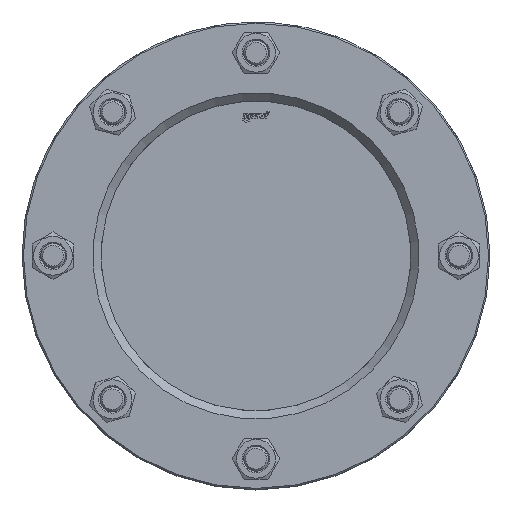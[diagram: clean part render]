
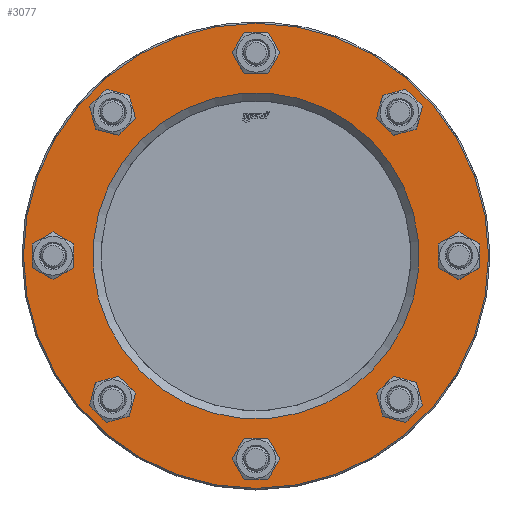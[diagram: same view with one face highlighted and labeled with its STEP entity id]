
A CAD part, top view. The second image highlights one B-rep face of the part: STEP entity #3077.
In plain terms, the highlighted planar face has unit normal (0, 0, 1).
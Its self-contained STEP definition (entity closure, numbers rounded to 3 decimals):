
#2407=CARTESIAN_POINT('',(111.369,97.227,57.));
#2408=VERTEX_POINT('',#2407);
#2417=CARTESIAN_POINT('',(114.298,104.298,57.));
#2418=VERTEX_POINT('',#2417);
#2419=CARTESIAN_POINT('',(104.298,104.298,57.));
#2420=DIRECTION('',(0.,0.,1.));
#2421=DIRECTION('',(1.,0.,-0.));
#2422=AXIS2_PLACEMENT_3D('',#2419,#2420,#2421);
#2423=CIRCLE('',#2422,10.);
#2424=EDGE_CURVE('NONE',#2408,#2418,#2423,.T.);
#2426=CARTESIAN_POINT('',(104.298,104.298,57.));
#2427=DIRECTION('',(0.,0.,1.));
#2428=DIRECTION('',(1.,0.,-0.));
#2429=AXIS2_PLACEMENT_3D('',#2426,#2427,#2428);
#2430=CIRCLE('',#2429,10.);
#2431=EDGE_CURVE('NONE',#2418,#2408,#2430,.T.);
#2458=CARTESIAN_POINT('',(154.571,-7.071,57.));
#2459=VERTEX_POINT('',#2458);
#2468=CARTESIAN_POINT('',(157.5,0.,57.));
#2469=VERTEX_POINT('',#2468);
#2470=CARTESIAN_POINT('',(147.5,0.,57.));
#2471=DIRECTION('',(0.,0.,1.));
#2472=DIRECTION('',(1.,0.,-0.));
#2473=AXIS2_PLACEMENT_3D('',#2470,#2471,#2472);
#2474=CIRCLE('',#2473,10.);
#2475=EDGE_CURVE('NONE',#2459,#2469,#2474,.T.);
#2477=CARTESIAN_POINT('',(147.5,0.,57.));
#2478=DIRECTION('',(0.,0.,1.));
#2479=DIRECTION('',(1.,0.,-0.));
#2480=AXIS2_PLACEMENT_3D('',#2477,#2478,#2479);
#2481=CIRCLE('',#2480,10.);
#2482=EDGE_CURVE('NONE',#2469,#2459,#2481,.T.);
#2509=CARTESIAN_POINT('',(111.369,-111.369,57.));
#2510=VERTEX_POINT('',#2509);
#2519=CARTESIAN_POINT('',(114.298,-104.298,57.));
#2520=VERTEX_POINT('',#2519);
#2521=CARTESIAN_POINT('',(104.298,-104.298,57.));
#2522=DIRECTION('',(0.,0.,1.));
#2523=DIRECTION('',(1.,0.,-0.));
#2524=AXIS2_PLACEMENT_3D('',#2521,#2522,#2523);
#2525=CIRCLE('',#2524,10.);
#2526=EDGE_CURVE('NONE',#2510,#2520,#2525,.T.);
#2528=CARTESIAN_POINT('',(104.298,-104.298,57.));
#2529=DIRECTION('',(0.,0.,1.));
#2530=DIRECTION('',(1.,0.,-0.));
#2531=AXIS2_PLACEMENT_3D('',#2528,#2529,#2530);
#2532=CIRCLE('',#2531,10.);
#2533=EDGE_CURVE('NONE',#2520,#2510,#2532,.T.);
#2560=CARTESIAN_POINT('',(7.071,-154.571,57.));
#2561=VERTEX_POINT('',#2560);
#2570=CARTESIAN_POINT('',(10.,-147.5,57.));
#2571=VERTEX_POINT('',#2570);
#2572=CARTESIAN_POINT('',(0.,-147.5,57.));
#2573=DIRECTION('',(0.,0.,1.));
#2574=DIRECTION('',(1.,0.,-0.));
#2575=AXIS2_PLACEMENT_3D('',#2572,#2573,#2574);
#2576=CIRCLE('',#2575,10.);
#2577=EDGE_CURVE('NONE',#2561,#2571,#2576,.T.);
#2579=CARTESIAN_POINT('',(0.,-147.5,57.));
#2580=DIRECTION('',(0.,0.,1.));
#2581=DIRECTION('',(1.,0.,-0.));
#2582=AXIS2_PLACEMENT_3D('',#2579,#2580,#2581);
#2583=CIRCLE('',#2582,10.);
#2584=EDGE_CURVE('NONE',#2571,#2561,#2583,.T.);
#2611=CARTESIAN_POINT('',(-97.227,-111.369,57.));
#2612=VERTEX_POINT('',#2611);
#2621=CARTESIAN_POINT('',(-94.298,-104.298,57.));
#2622=VERTEX_POINT('',#2621);
#2623=CARTESIAN_POINT('',(-104.298,-104.298,57.));
#2624=DIRECTION('',(0.,0.,1.));
#2625=DIRECTION('',(1.,0.,-0.));
#2626=AXIS2_PLACEMENT_3D('',#2623,#2624,#2625);
#2627=CIRCLE('',#2626,10.);
#2628=EDGE_CURVE('NONE',#2612,#2622,#2627,.T.);
#2630=CARTESIAN_POINT('',(-104.298,-104.298,57.));
#2631=DIRECTION('',(0.,0.,1.));
#2632=DIRECTION('',(1.,0.,-0.));
#2633=AXIS2_PLACEMENT_3D('',#2630,#2631,#2632);
#2634=CIRCLE('',#2633,10.);
#2635=EDGE_CURVE('NONE',#2622,#2612,#2634,.T.);
#2662=CARTESIAN_POINT('',(-140.429,-7.071,57.));
#2663=VERTEX_POINT('',#2662);
#2672=CARTESIAN_POINT('',(-137.5,-0.,57.));
#2673=VERTEX_POINT('',#2672);
#2674=CARTESIAN_POINT('',(-147.5,-0.,57.));
#2675=DIRECTION('',(0.,0.,1.));
#2676=DIRECTION('',(1.,0.,-0.));
#2677=AXIS2_PLACEMENT_3D('',#2674,#2675,#2676);
#2678=CIRCLE('',#2677,10.);
#2679=EDGE_CURVE('NONE',#2663,#2673,#2678,.T.);
#2681=CARTESIAN_POINT('',(-147.5,-0.,57.));
#2682=DIRECTION('',(0.,0.,1.));
#2683=DIRECTION('',(1.,0.,-0.));
#2684=AXIS2_PLACEMENT_3D('',#2681,#2682,#2683);
#2685=CIRCLE('',#2684,10.);
#2686=EDGE_CURVE('NONE',#2673,#2663,#2685,.T.);
#2713=CARTESIAN_POINT('',(-97.227,97.227,57.));
#2714=VERTEX_POINT('',#2713);
#2723=CARTESIAN_POINT('',(-94.298,104.298,57.));
#2724=VERTEX_POINT('',#2723);
#2725=CARTESIAN_POINT('',(-104.298,104.298,57.));
#2726=DIRECTION('',(0.,0.,1.));
#2727=DIRECTION('',(1.,0.,-0.));
#2728=AXIS2_PLACEMENT_3D('',#2725,#2726,#2727);
#2729=CIRCLE('',#2728,10.);
#2730=EDGE_CURVE('NONE',#2714,#2724,#2729,.T.);
#2732=CARTESIAN_POINT('',(-104.298,104.298,57.));
#2733=DIRECTION('',(0.,0.,1.));
#2734=DIRECTION('',(1.,0.,-0.));
#2735=AXIS2_PLACEMENT_3D('',#2732,#2733,#2734);
#2736=CIRCLE('',#2735,10.);
#2737=EDGE_CURVE('NONE',#2724,#2714,#2736,.T.);
#2764=CARTESIAN_POINT('',(7.071,140.429,57.));
#2765=VERTEX_POINT('',#2764);
#2774=CARTESIAN_POINT('',(10.,147.5,57.));
#2775=VERTEX_POINT('',#2774);
#2776=CARTESIAN_POINT('',(-0.,147.5,57.));
#2777=DIRECTION('',(0.,0.,1.));
#2778=DIRECTION('',(1.,0.,-0.));
#2779=AXIS2_PLACEMENT_3D('',#2776,#2777,#2778);
#2780=CIRCLE('',#2779,10.);
#2781=EDGE_CURVE('NONE',#2765,#2775,#2780,.T.);
#2783=CARTESIAN_POINT('',(-0.,147.5,57.));
#2784=DIRECTION('',(0.,0.,1.));
#2785=DIRECTION('',(1.,0.,-0.));
#2786=AXIS2_PLACEMENT_3D('',#2783,#2784,#2785);
#2787=CIRCLE('',#2786,10.);
#2788=EDGE_CURVE('NONE',#2775,#2765,#2787,.T.);
#2986=CARTESIAN_POINT('',(83.792,-83.792,57.));
#2987=VERTEX_POINT('',#2986);
#2994=CARTESIAN_POINT('',(-83.792,83.792,57.));
#2995=VERTEX_POINT('',#2994);
#2996=CARTESIAN_POINT('',(0.,0.,57.));
#2997=DIRECTION('',(-0.,-0.,-1.));
#2998=DIRECTION('',(0.707,-0.707,0.));
#2999=AXIS2_PLACEMENT_3D('',#2996,#2997,#2998);
#3000=CIRCLE('',#2999,118.5);
#3001=EDGE_CURVE('NONE',#2995,#2987,#3000,.T.);
#3003=CARTESIAN_POINT('',(0.,0.,57.));
#3004=DIRECTION('',(-0.,-0.,-1.));
#3005=DIRECTION('',(0.707,-0.707,0.));
#3006=AXIS2_PLACEMENT_3D('',#3003,#3004,#3005);
#3007=CIRCLE('',#3006,118.5);
#3008=EDGE_CURVE('NONE',#2987,#2995,#3007,.T.);
#3016=CARTESIAN_POINT('',(83.792,83.792,57.));
#3017=DIRECTION('',(0.,0.,1.));
#3018=DIRECTION('',(0.707,-0.707,0.));
#3019=AXIS2_PLACEMENT_3D('',#3016,#3017,#3018);
#3020=PLANE('',#3019);
#3021=CARTESIAN_POINT('',(169.,-0.,57.));
#3022=VERTEX_POINT('',#3021);
#3023=CARTESIAN_POINT('',(-169.,0.,57.));
#3024=VERTEX_POINT('',#3023);
#3025=CARTESIAN_POINT('',(0.,0.,57.));
#3026=DIRECTION('',(0.,0.,1.));
#3027=DIRECTION('',(1.,0.,-0.));
#3028=AXIS2_PLACEMENT_3D('',#3025,#3026,#3027);
#3029=CIRCLE('',#3028,169.);
#3030=EDGE_CURVE('',#3022,#3024,#3029,.T.);
#3031=ORIENTED_EDGE('',*,*,#3030,.T.);
#3032=CARTESIAN_POINT('',(0.,0.,57.));
#3033=DIRECTION('',(0.,0.,1.));
#3034=DIRECTION('',(1.,0.,-0.));
#3035=AXIS2_PLACEMENT_3D('',#3032,#3033,#3034);
#3036=CIRCLE('',#3035,169.);
#3037=EDGE_CURVE('',#3024,#3022,#3036,.T.);
#3038=ORIENTED_EDGE('',*,*,#3037,.T.);
#3039=EDGE_LOOP('',(#3031,#3038));
#3040=FACE_BOUND('',#3039,.T.);
#3041=ORIENTED_EDGE('',*,*,#2424,.F.);
#3042=ORIENTED_EDGE('',*,*,#2431,.F.);
#3043=EDGE_LOOP('',(#3041,#3042));
#3044=FACE_BOUND('',#3043,.T.);
#3045=ORIENTED_EDGE('',*,*,#2475,.F.);
#3046=ORIENTED_EDGE('',*,*,#2482,.F.);
#3047=EDGE_LOOP('',(#3045,#3046));
#3048=FACE_BOUND('',#3047,.T.);
#3049=ORIENTED_EDGE('',*,*,#2526,.F.);
#3050=ORIENTED_EDGE('',*,*,#2533,.F.);
#3051=EDGE_LOOP('',(#3049,#3050));
#3052=FACE_BOUND('',#3051,.T.);
#3053=ORIENTED_EDGE('',*,*,#2577,.F.);
#3054=ORIENTED_EDGE('',*,*,#2584,.F.);
#3055=EDGE_LOOP('',(#3053,#3054));
#3056=FACE_BOUND('',#3055,.T.);
#3057=ORIENTED_EDGE('',*,*,#2628,.F.);
#3058=ORIENTED_EDGE('',*,*,#2635,.F.);
#3059=EDGE_LOOP('',(#3057,#3058));
#3060=FACE_BOUND('',#3059,.T.);
#3061=ORIENTED_EDGE('',*,*,#2679,.F.);
#3062=ORIENTED_EDGE('',*,*,#2686,.F.);
#3063=EDGE_LOOP('',(#3061,#3062));
#3064=FACE_BOUND('',#3063,.T.);
#3065=ORIENTED_EDGE('',*,*,#2730,.F.);
#3066=ORIENTED_EDGE('',*,*,#2737,.F.);
#3067=EDGE_LOOP('',(#3065,#3066));
#3068=FACE_BOUND('',#3067,.T.);
#3069=ORIENTED_EDGE('',*,*,#2781,.F.);
#3070=ORIENTED_EDGE('',*,*,#2788,.F.);
#3071=EDGE_LOOP('',(#3069,#3070));
#3072=FACE_BOUND('',#3071,.T.);
#3073=ORIENTED_EDGE('',*,*,#3008,.T.);
#3074=ORIENTED_EDGE('',*,*,#3001,.T.);
#3075=EDGE_LOOP('',(#3073,#3074));
#3076=FACE_BOUND('',#3075,.T.);
#3077=ADVANCED_FACE('NONE',(#3040,#3044,#3048,#3052,#3056,#3060,#3064,#3068,#3072,#3076),#3020,.T.);
